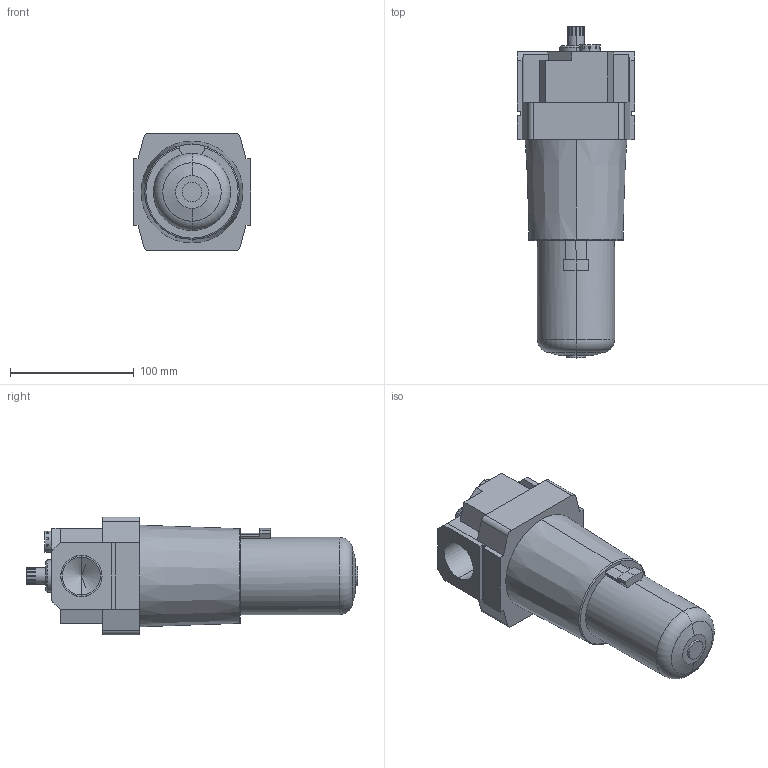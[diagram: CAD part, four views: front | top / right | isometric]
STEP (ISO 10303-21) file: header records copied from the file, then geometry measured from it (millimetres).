
FILE_DESCRIPTION (( 'STEP AP214' ), '1' );
FILE_NAME ('AL60-F10-A.step.step', '2015-05-19T09:20:18', ( 'Windows User' ), ( '' ), 'SwSTEP 2.0', 'SolidWorks 2015', '' );
FILE_SCHEMA (( 'AUTOMOTIVE_DESIGN' ));
Length unit declared in the file: millimetre
Products named in the file (3): AL60-F10-A.step_AL Bowl (New)_60; AL60-F10-A.step; AL60-F10-A.step_AL Body_60-10F
Assembly tree (2 placements, depth 2):
  AL60-F10-A.step
    AL60-F10-A.step_AL Body_60-10F
    AL60-F10-A.step_AL Bowl (New)_60
Bounding box: 95 x 267.8 x 95 mm (x, y, z)
Volume: 1115759.1 mm3; surface area: 94521.9 mm2
Topology: 2 solids, 2 shells, 243 faces, 651 edges, 422 vertices
Faces by surface type: plane 122, cylinder 103, cone 14, torus 4
Entity records: 8041 total; most frequent: CARTESIAN_POINT 1939, ORIENTED_EDGE 1294, DIRECTION 1187, EDGE_CURVE 647, LINE 423, VECTOR 423, VERTEX_POINT 422, AXIS2_PLACEMENT_3D 382
